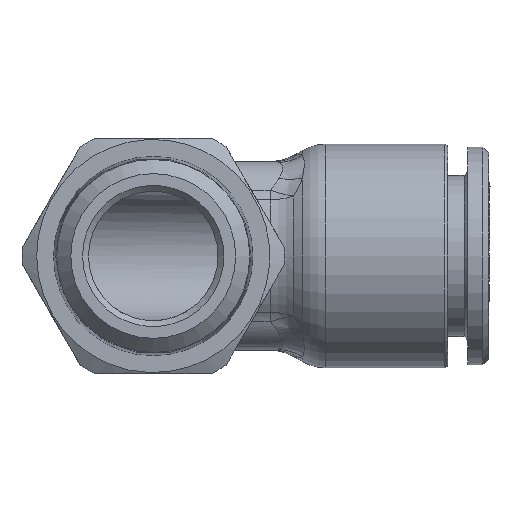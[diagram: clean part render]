
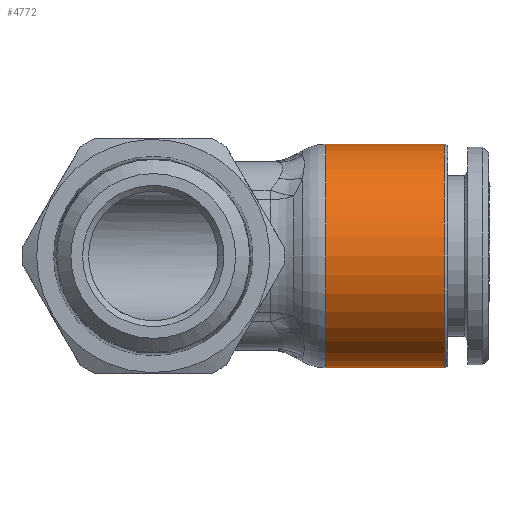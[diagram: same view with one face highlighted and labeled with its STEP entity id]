
A CAD part, front view. The second image highlights one B-rep face of the part: STEP entity #4772.
In plain terms, the highlighted cylindrical face has radius 9.5 mm (diameter 19 mm), a full revolution.
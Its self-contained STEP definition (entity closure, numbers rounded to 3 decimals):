
#61=CYLINDRICAL_SURFACE('',#4989,9.5);
#166=CIRCLE('',#4988,9.5);
#167=CIRCLE('',#4990,9.5);
#1624=ORIENTED_EDGE('',*,*,#2130,.T.);
#1625=ORIENTED_EDGE('',*,*,#2129,.T.);
#2129=EDGE_CURVE('',#2446,#2446,#166,.T.);
#2130=EDGE_CURVE('',#2447,#2447,#167,.T.);
#2446=VERTEX_POINT('',#9971);
#2447=VERTEX_POINT('',#9974);
#2826=EDGE_LOOP('',(#1624));
#2827=EDGE_LOOP('',(#1625));
#3065=FACE_BOUND('',#2826,.T.);
#3066=FACE_BOUND('',#2827,.T.);
#4772=ADVANCED_FACE('',(#3065,#3066),#61,.T.);
#4988=AXIS2_PLACEMENT_3D('',#9970,#5647,#5648);
#4989=AXIS2_PLACEMENT_3D('',#9972,#5649,#5650);
#4990=AXIS2_PLACEMENT_3D('',#9973,#5651,#5652);
#5647=DIRECTION('',(-1.,0.,0.));
#5648=DIRECTION('',(0.,0.,1.));
#5649=DIRECTION('',(-1.,0.,0.));
#5650=DIRECTION('',(0.,0.,1.));
#5651=DIRECTION('',(1.,0.,0.));
#5652=DIRECTION('',(0.,0.,-1.));
#9970=CARTESIAN_POINT('',(24.7,28.5,0.));
#9971=CARTESIAN_POINT('',(24.7,28.5,9.5));
#9972=CARTESIAN_POINT('',(-11.484,28.5,0.));
#9973=CARTESIAN_POINT('',(14.67,28.5,0.));
#9974=CARTESIAN_POINT('',(14.67,28.5,-9.5));
